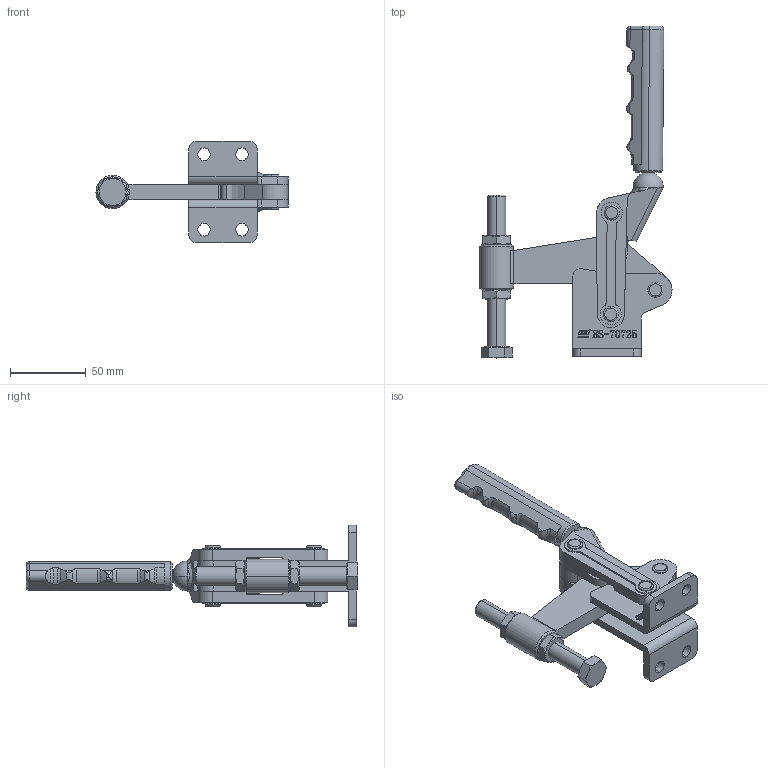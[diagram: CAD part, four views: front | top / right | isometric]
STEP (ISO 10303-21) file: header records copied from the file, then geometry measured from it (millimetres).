
FILE_DESCRIPTION (( 'STEP AP203' ), '1' );
FILE_NAME ('HS-70725 装配体.STEP', '2018-12-07T08:19:45', ( 'PCOS' ), ( '微软中国' ), 'SwSTEP 2.0', 'SolidWorks 2012', '' );
FILE_SCHEMA (( 'CONFIG_CONTROL_DESIGN' ));
Length unit declared in the file: millimetre
Products named in the file (10): HS-70725 蚾饜极; hex thin nuts-grades ab-chamfered gb_GB_FASTENER_NUT_STNAB M12-N; hexagon head bolts-full thread gb_GB_FASTENER_BOLT_STBAB A M12X100-N; 揤旋; 种2; 种1; 忒梟; 忒參; 蟀裝; 菁釱
Assembly tree (13 placements, depth 2):
  HS-70725 蚾饜极
    菁釱
    蟀裝  x2
    忒參
    忒梟
    种1  x2
    种2  x2
    揤旋
    hexagon head bolts-full thread gb_GB_FASTENER_BOLT_STBAB A M12X100-N
    hex thin nuts-grades ab-chamfered gb_GB_FASTENER_NUT_STNAB M12-N  x2
Bounding box: 127 x 219.49 x 67 mm (x, y, z)
Volume: 170392.8 mm3; surface area: 67084.4 mm2
Topology: 14 solids, 14 shells, 697 faces, 1833 edges, 1200 vertices
Faces by surface type: plane 304, cylinder 183, bspline 139, cone 39, torus 30, sphere 2
Entity records: 27409 total; most frequent: CARTESIAN_POINT 10966, ORIENTED_EDGE 3420, DIRECTION 2764, EDGE_CURVE 1710, VERTEX_POINT 1124, LINE 948, VECTOR 948, AXIS2_PLACEMENT_3D 908
